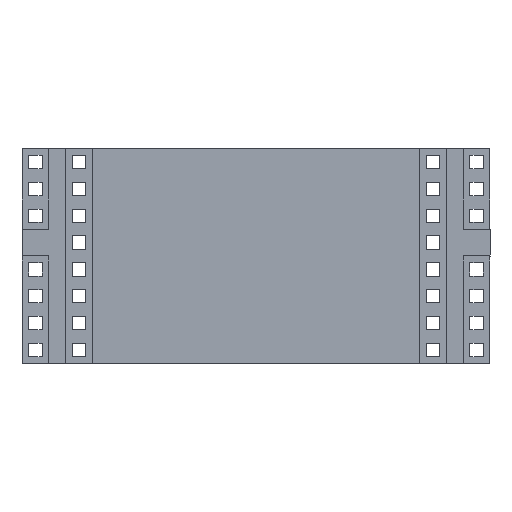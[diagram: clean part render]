
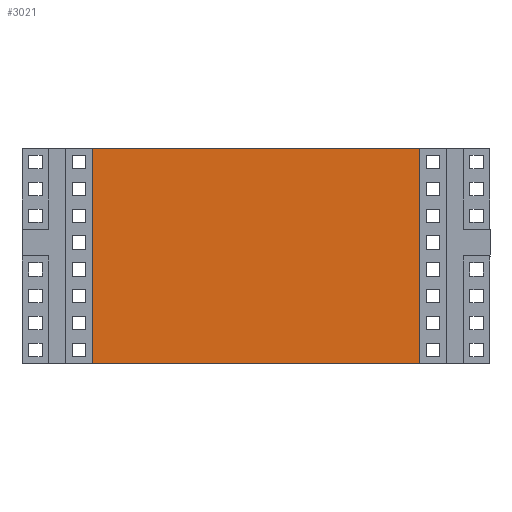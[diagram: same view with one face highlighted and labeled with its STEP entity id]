
A CAD part, top view. The second image highlights one B-rep face of the part: STEP entity #3021.
In plain terms, the highlighted planar face has unit normal (0, 0, 1).
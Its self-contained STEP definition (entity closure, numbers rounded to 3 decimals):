
#75=FACE_OUTER_BOUND('',#221,.T.);
#221=EDGE_LOOP('',(#2011,#2012,#2013,#2014));
#427=LINE('',#4057,#859);
#428=LINE('',#4059,#860);
#429=LINE('',#4061,#861);
#430=LINE('',#4062,#862);
#859=VECTOR('',#3331,10.);
#860=VECTOR('',#3332,10.);
#861=VECTOR('',#3333,10.);
#862=VECTOR('',#3334,10.);
#1291=VERTEX_POINT('',#4055);
#1292=VERTEX_POINT('',#4056);
#1293=VERTEX_POINT('',#4058);
#1294=VERTEX_POINT('',#4060);
#1579=EDGE_CURVE('',#1291,#1292,#427,.T.);
#1580=EDGE_CURVE('',#1291,#1293,#428,.T.);
#1581=EDGE_CURVE('',#1294,#1293,#429,.T.);
#1582=EDGE_CURVE('',#1294,#1292,#430,.T.);
#2011=ORIENTED_EDGE('',*,*,#1579,.F.);
#2012=ORIENTED_EDGE('',*,*,#1580,.T.);
#2013=ORIENTED_EDGE('',*,*,#1581,.F.);
#2014=ORIENTED_EDGE('',*,*,#1582,.T.);
#2875=PLANE('',#3181);
#3021=ADVANCED_FACE('',(#75),#2875,.T.);
#3181=AXIS2_PLACEMENT_3D('',#4054,#3329,#3330);
#3329=DIRECTION('center_axis',(0.,0.,1.));
#3330=DIRECTION('ref_axis',(1.,0.,0.));
#3331=DIRECTION('',(0.,1.,0.));
#3332=DIRECTION('',(1.,0.,0.));
#3333=DIRECTION('',(0.,-1.,0.));
#3334=DIRECTION('',(-1.,0.,0.));
#4054=CARTESIAN_POINT('Origin',(0.,0.,0.5));
#4055=CARTESIAN_POINT('',(-12.2,-8.,0.5));
#4056=CARTESIAN_POINT('',(-12.2,8.,0.5));
#4057=CARTESIAN_POINT('',(-12.2,3.,0.5));
#4058=CARTESIAN_POINT('',(12.2,-8.,0.5));
#4059=CARTESIAN_POINT('',(17.45,-8.,0.5));
#4060=CARTESIAN_POINT('',(12.2,8.,0.5));
#4061=CARTESIAN_POINT('',(12.2,4.,0.5));
#4062=CARTESIAN_POINT('',(-17.45,8.,0.5));
